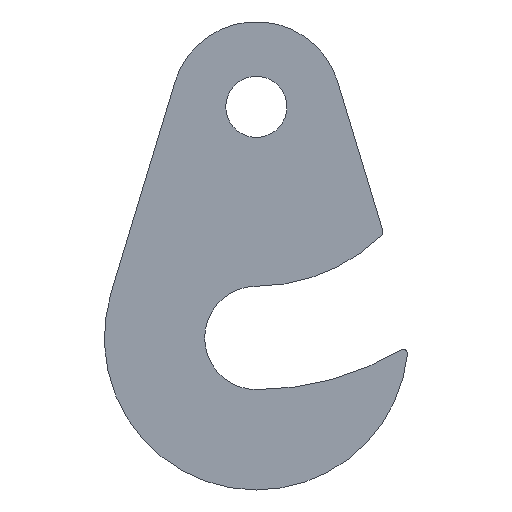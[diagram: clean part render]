
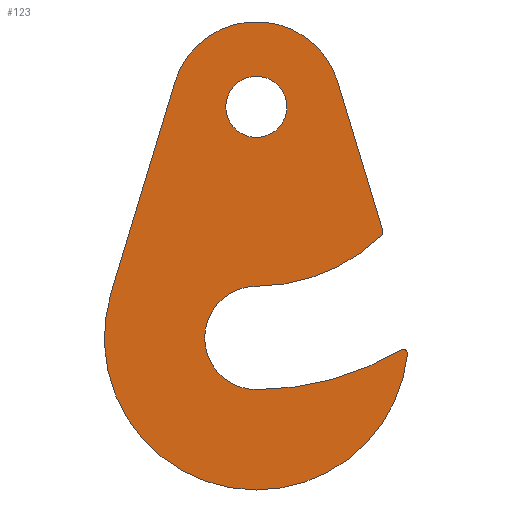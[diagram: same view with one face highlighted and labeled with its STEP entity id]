
A CAD part, front view. The second image highlights one B-rep face of the part: STEP entity #123.
In plain terms, the highlighted planar face has unit normal (0, -1, 0).
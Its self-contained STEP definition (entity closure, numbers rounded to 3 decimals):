
#33 = EDGE_CURVE ( 'NONE', #185, #43, #396, .T. ) ;
#34 = VERTEX_POINT ( 'NONE', #391 ) ;
#35 = EDGE_CURVE ( 'NONE', #38, #34, #390, .T. ) ;
#38 = VERTEX_POINT ( 'NONE', #384 ) ;
#43 = VERTEX_POINT ( 'NONE', #378 ) ;
#64 = ORIENTED_EDGE ( 'NONE', *, *, #119, .F. ) ;
#65 = ORIENTED_EDGE ( 'NONE', *, *, #66, .F. ) ;
#66 = EDGE_CURVE ( 'NONE', #76, #74, #269, .T. ) ;
#67 = ORIENTED_EDGE ( 'NONE', *, *, #121, .F. ) ;
#68 = EDGE_CURVE ( 'NONE', #103, #120, #265, .T. ) ;
#69 = ORIENTED_EDGE ( 'NONE', *, *, #70, .F. ) ;
#70 = EDGE_CURVE ( 'NONE', #71, #72, #259, .T. ) ;
#71 = VERTEX_POINT ( 'NONE', #531 ) ;
#72 = VERTEX_POINT ( 'NONE', #523 ) ;
#73 = EDGE_CURVE ( 'NONE', #74, #71, #404, .T. ) ;
#74 = VERTEX_POINT ( 'NONE', #533 ) ;
#75 = ORIENTED_EDGE ( 'NONE', *, *, #33, .T. ) ;
#76 = VERTEX_POINT ( 'NONE', #501 ) ;
#99 = EDGE_LOOP ( 'NONE', ( #107, #64, #108, #67, #69, #114, #65, #100, #122, #104 ) ) ;
#100 = ORIENTED_EDGE ( 'NONE', *, *, #101, .F. ) ;
#101 = EDGE_CURVE ( 'NONE', #34, #76, #456, .T. ) ;
#102 = VERTEX_POINT ( 'NONE', #452 ) ;
#103 = VERTEX_POINT ( 'NONE', #451 ) ;
#104 = ORIENTED_EDGE ( 'NONE', *, *, #105, .F. ) ;
#105 = EDGE_CURVE ( 'NONE', #120, #38, #450, .T. ) ;
#106 = EDGE_LOOP ( 'NONE', ( #75, #115 ) ) ;
#107 = ORIENTED_EDGE ( 'NONE', *, *, #68, .F. ) ;
#108 = ORIENTED_EDGE ( 'NONE', *, *, #109, .F. ) ;
#109 = EDGE_CURVE ( 'NONE', #102, #113, #559, .T. ) ;
#113 = VERTEX_POINT ( 'NONE', #550 ) ;
#114 = ORIENTED_EDGE ( 'NONE', *, *, #73, .F. ) ;
#115 = ORIENTED_EDGE ( 'NONE', *, *, #116, .T. ) ;
#116 = EDGE_CURVE ( 'NONE', #43, #185, #548, .T. ) ;
#119 = EDGE_CURVE ( 'NONE', #113, #103, #419, .T. ) ;
#120 = VERTEX_POINT ( 'NONE', #410 ) ;
#121 = EDGE_CURVE ( 'NONE', #72, #102, #408, .T. ) ;
#122 = ORIENTED_EDGE ( 'NONE', *, *, #35, .F. ) ;
#123 = ADVANCED_FACE ( 'NONE', ( #409, #519 ), #518, .F. ) ;
#185 = VERTEX_POINT ( 'NONE', #624 ) ;
#258 = AXIS2_PLACEMENT_3D ( 'NONE', #532, #499, #522 ) ;
#259 = CIRCLE ( 'NONE', #258, 0.75 ) ;
#261 = DIRECTION ( 'NONE',  ( 0., 0., 1. ) ) ;
#262 = DIRECTION ( 'NONE',  ( 0., 1., 0. ) ) ;
#263 = CARTESIAN_POINT ( 'NONE',  ( 24.106, 0., -40.638 ) ) ;
#264 = AXIS2_PLACEMENT_3D ( 'NONE', #263, #262, #261 ) ;
#265 = CIRCLE ( 'NONE', #264, 0.75 ) ;
#266 = DIRECTION ( 'NONE',  ( 0., 0., -1. ) ) ;
#267 = DIRECTION ( 'NONE',  ( 0., 1., 0. ) ) ;
#268 = AXIS2_PLACEMENT_3D ( 'NONE', #281, #267, #266 ) ;
#269 = CIRCLE ( 'NONE', #268, 14. ) ;
#281 = CARTESIAN_POINT ( 'NONE',  ( 0., 0., 0. ) ) ;
#378 = CARTESIAN_POINT ( 'NONE',  ( 0., 0., 5.025 ) ) ;
#384 = CARTESIAN_POINT ( 'NONE',  ( 0., 0., -63. ) ) ;
#386 = DIRECTION ( 'NONE',  ( 0., 0., 1. ) ) ;
#387 = DIRECTION ( 'NONE',  ( 0., 1., 0. ) ) ;
#388 = CARTESIAN_POINT ( 'NONE',  ( 0., 0., -38. ) ) ;
#389 = AXIS2_PLACEMENT_3D ( 'NONE', #388, #387, #386 ) ;
#390 = CIRCLE ( 'NONE', #389, 25. ) ;
#391 = CARTESIAN_POINT ( 'NONE',  ( -23.93, 0., -30.763 ) ) ;
#392 = DIRECTION ( 'NONE',  ( 0., 0., 1. ) ) ;
#393 = DIRECTION ( 'NONE',  ( 0., 1., 0. ) ) ;
#394 = CARTESIAN_POINT ( 'NONE',  ( 0., 0., 0. ) ) ;
#395 = AXIS2_PLACEMENT_3D ( 'NONE', #394, #393, #392 ) ;
#396 = CIRCLE ( 'NONE', #395, 5.025 ) ;
#404 = LINE ( 'NONE', #446, #445 ) ;
#406 = CARTESIAN_POINT ( 'NONE',  ( 0., 0., 0. ) ) ;
#407 = AXIS2_PLACEMENT_3D ( 'NONE', #406, #521, #520 ) ;
#408 = CIRCLE ( 'NONE', #407, 29.5 ) ;
#409 = FACE_OUTER_BOUND ( 'NONE', #99, .T. ) ;
#410 = CARTESIAN_POINT ( 'NONE',  ( 24.852, 0., -40.72 ) ) ;
#411 = DIRECTION ( 'NONE',  ( 0., 0., -1. ) ) ;
#412 = DIRECTION ( 'NONE',  ( 0., -1., 0. ) ) ;
#413 = CARTESIAN_POINT ( 'NONE',  ( 0., 0., 0. ) ) ;
#414 = AXIS2_PLACEMENT_3D ( 'NONE', #413, #412, #411 ) ;
#419 = CIRCLE ( 'NONE', #414, 46.5 ) ;
#444 = DIRECTION ( 'NONE',  ( 0.289, 0., -0.957 ) ) ;
#445 = VECTOR ( 'NONE', #444, 1000. ) ;
#446 = CARTESIAN_POINT ( 'NONE',  ( 13.401, 0., 4.053 ) ) ;
#447 = DIRECTION ( 'NONE',  ( 0., 1., 0. ) ) ;
#448 = CARTESIAN_POINT ( 'NONE',  ( 0., 0., -38. ) ) ;
#449 = AXIS2_PLACEMENT_3D ( 'NONE', #448, #447, #560 ) ;
#450 = CIRCLE ( 'NONE', #449, 25. ) ;
#451 = CARTESIAN_POINT ( 'NONE',  ( 23.723, 0., -39.993 ) ) ;
#452 = CARTESIAN_POINT ( 'NONE',  ( 0., 0., -29.5 ) ) ;
#453 = DIRECTION ( 'NONE',  ( 0.289, 0., 0.957 ) ) ;
#454 = VECTOR ( 'NONE', #453, 1000. ) ;
#455 = CARTESIAN_POINT ( 'NONE',  ( -23.93, 0., -30.763 ) ) ;
#456 = LINE ( 'NONE', #455, #454 ) ;
#499 = DIRECTION ( 'NONE',  ( 0., 1., 0. ) ) ;
#501 = CARTESIAN_POINT ( 'NONE',  ( -13.401, 0., 4.053 ) ) ;
#514 = DIRECTION ( 'NONE',  ( 0., 0., 1. ) ) ;
#515 = DIRECTION ( 'NONE',  ( 0., 1., 0. ) ) ;
#516 = CARTESIAN_POINT ( 'NONE',  ( 24.106, 0., -40.638 ) ) ;
#517 = AXIS2_PLACEMENT_3D ( 'NONE', #516, #515, #514 ) ;
#518 = PLANE ( 'NONE',  #517 ) ;
#519 = FACE_BOUND ( 'NONE', #106, .T. ) ;
#520 = DIRECTION ( 'NONE',  ( 0., 0., -1. ) ) ;
#521 = DIRECTION ( 'NONE',  ( 0., 1., 0. ) ) ;
#522 = DIRECTION ( 'NONE',  ( 0., 0., -1. ) ) ;
#523 = CARTESIAN_POINT ( 'NONE',  ( 20.592, 0., -21.124 ) ) ;
#531 = CARTESIAN_POINT ( 'NONE',  ( 20.786, 0., -20.37 ) ) ;
#532 = CARTESIAN_POINT ( 'NONE',  ( 20.069, 0., -20.587 ) ) ;
#533 = CARTESIAN_POINT ( 'NONE',  ( 13.401, 0., 4.053 ) ) ;
#544 = DIRECTION ( 'NONE',  ( 0., 0., 1. ) ) ;
#545 = DIRECTION ( 'NONE',  ( 0., 1., 0. ) ) ;
#546 = CARTESIAN_POINT ( 'NONE',  ( 0., 0., 0. ) ) ;
#547 = AXIS2_PLACEMENT_3D ( 'NONE', #546, #545, #544 ) ;
#548 = CIRCLE ( 'NONE', #547, 5.025 ) ;
#550 = CARTESIAN_POINT ( 'NONE',  ( 0., 0., -46.5 ) ) ;
#555 = DIRECTION ( 'NONE',  ( 0., 0., 1. ) ) ;
#556 = DIRECTION ( 'NONE',  ( 0., -1., 0. ) ) ;
#557 = CARTESIAN_POINT ( 'NONE',  ( 0., 0., -38. ) ) ;
#558 = AXIS2_PLACEMENT_3D ( 'NONE', #557, #556, #555 ) ;
#559 = CIRCLE ( 'NONE', #558, 8.5 ) ;
#560 = DIRECTION ( 'NONE',  ( 0., 0., 1. ) ) ;
#624 = CARTESIAN_POINT ( 'NONE',  ( 0., 0., -5.025 ) ) ;
